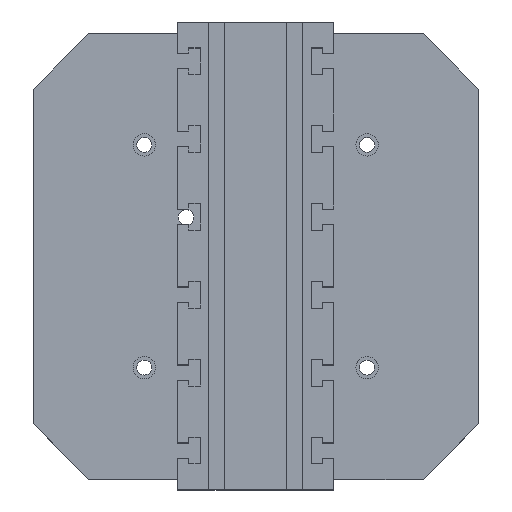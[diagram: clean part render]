
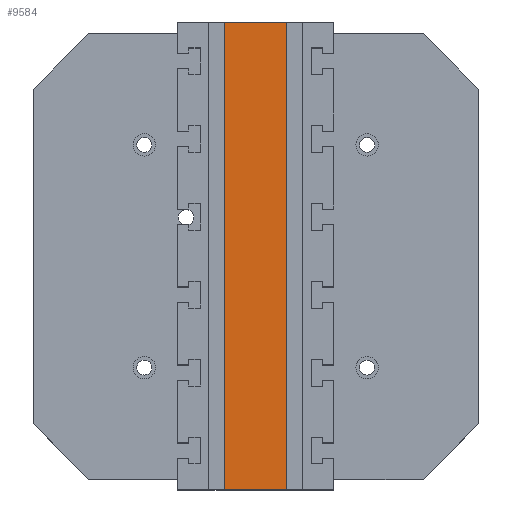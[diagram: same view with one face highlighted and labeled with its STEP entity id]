
A CAD part, top view. The second image highlights one B-rep face of the part: STEP entity #9584.
In plain terms, the highlighted planar face has unit normal (0, 0, 1).
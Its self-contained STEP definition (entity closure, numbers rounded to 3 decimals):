
#3628=VERTEX_POINT('',#10077);
#4044=VERTEX_POINT('',#10541);
#4764=EDGE_CURVE('',#8526,#3628,#11332,.T.);
#5596=EDGE_CURVE('',#4044,#3628,#12266,.T.);
#6104=VERTEX_POINT('',#12820);
#8526=VERTEX_POINT('',#15478);
#9444=EDGE_CURVE('',#8526,#6104,#16497,.T.);
#9542=EDGE_CURVE('',#4044,#6104,#16609,.T.);
#9584=ADVANCED_FACE('',(#16654),#16655,.T.);
#10077=CARTESIAN_POINT('',(28.0,210.0,270.0));
#10541=CARTESIAN_POINT('',(28.0,-210.0,270.0));
#11332=LINE('',#19153,#19154);
#12266=LINE('',#20461,#20462);
#12820=CARTESIAN_POINT('',(-28.0,-210.0,270.0));
#15478=CARTESIAN_POINT('',(-28.0,210.0,270.0));
#16497=LINE('',#26498,#26499);
#16609=LINE('',#26647,#26648);
#16654=FACE_OUTER_BOUND('',#26717,.T.);
#16655=PLANE('',#26718);
#19153=CARTESIAN_POINT('',(70.0,210.0,270.0));
#19154=VECTOR('',#28570,1.0);
#20461=CARTESIAN_POINT('',(28.0,105.0,270.0));
#20462=VECTOR('',#29537,1.0);
#26498=CARTESIAN_POINT('',(-28.0,105.0,270.0));
#26499=VECTOR('',#33811,1.0);
#26647=CARTESIAN_POINT('',(-70.,-210.0,270.0));
#26648=VECTOR('',#33936,1.0);
#26717=EDGE_LOOP('',(#33974,#33975,#33976,#33977));
#26718=AXIS2_PLACEMENT_3D('',#33978,#33979,#33980);
#28570=DIRECTION('',(1.0,0.0,0.0));
#29537=DIRECTION('',(0.0,1.0,0.0));
#33811=DIRECTION('',(0.0,-1.0,0.0));
#33936=DIRECTION('',(-1.0,0.0,0.0));
#33974=ORIENTED_EDGE('',*,*,#5596,.T.);
#33975=ORIENTED_EDGE('',*,*,#4764,.F.);
#33976=ORIENTED_EDGE('',*,*,#9444,.T.);
#33977=ORIENTED_EDGE('',*,*,#9542,.F.);
#33978=CARTESIAN_POINT('',(0.,0.,270.0));
#33979=DIRECTION('',(0.0,0.0,1.0));
#33980=DIRECTION('',(-1.0,0.0,0.0));
